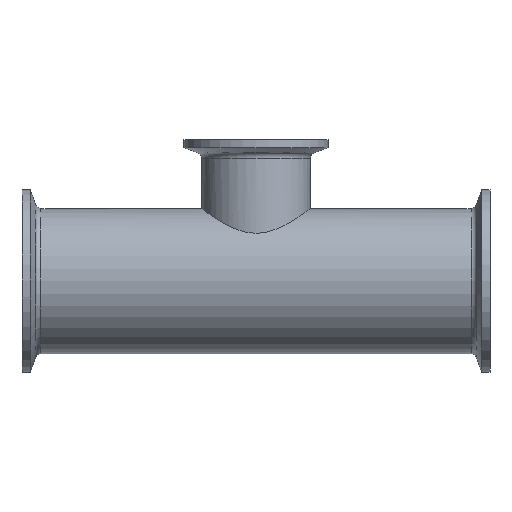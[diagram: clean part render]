
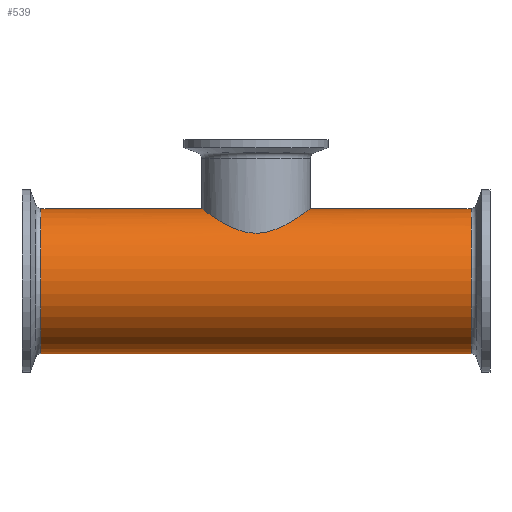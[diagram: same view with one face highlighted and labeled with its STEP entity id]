
A CAD part, front view. The second image highlights one B-rep face of the part: STEP entity #539.
In plain terms, the highlighted cylindrical face has radius 25.4 mm (diameter 50.8 mm), a full revolution.
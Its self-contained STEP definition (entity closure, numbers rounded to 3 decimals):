
#17=FACE_BOUND('',#131,.T.);
#29=B_SPLINE_CURVE_WITH_KNOTS('',3,(#900,#901,#902,#903,#904,#905,#906,
#907,#908,#909,#910,#911,#912,#913,#914,#915,#916,#917),.UNSPECIFIED.,.F.,
 .F.,(4,2,2,2,2,2,2,2,4),(0.,0.384,0.768,1.151,
1.535,1.911,2.286,2.662,3.038),
 .UNSPECIFIED.);
#30=B_SPLINE_CURVE_WITH_KNOTS('',3,(#918,#919,#920,#921,#922,#923,#924,
#925,#926,#927,#928,#929,#930,#931,#932,#933,#934,#935,#936,#937,#938,#939,
#940,#941,#942,#943,#944,#945,#946,#947,#948,#949,#950,#951,#952,#953,#954,
#955,#956,#957,#958,#959,#960,#961,#962,#963,#964,#965,#966,#967),
 .UNSPECIFIED.,.F.,.F.,(4,2,2,2,2,2,2,2,2,2,2,2,2,2,2,2,2,2,2,2,2,2,2,2,
4),(3.038,3.413,3.789,4.165,
4.541,4.924,5.308,5.692,6.076,
6.459,6.843,7.227,7.611,7.986,
8.362,8.738,9.113,9.489,9.865,
10.24,10.616,11.,11.384,11.767,
12.151),.UNSPECIFIED.);
#35=CYLINDRICAL_SURFACE('',#618,25.4);
#46=LINE('',#1022,#62);
#62=VECTOR('',#763,25.4);
#94=FACE_OUTER_BOUND('',#130,.T.);
#130=EDGE_LOOP('',(#412,#413,#414,#415,#416,#417));
#131=EDGE_LOOP('',(#418,#419));
#176=CIRCLE('',#611,25.4);
#180=CIRCLE('',#615,25.4);
#182=CIRCLE('',#619,25.4);
#183=CIRCLE('',#620,25.4);
#222=VERTEX_POINT('',#897);
#223=VERTEX_POINT('',#899);
#235=VERTEX_POINT('',#1005);
#236=VERTEX_POINT('',#1006);
#240=VERTEX_POINT('',#1019);
#241=VERTEX_POINT('',#1020);
#278=EDGE_CURVE('',#223,#222,#29,.T.);
#279=EDGE_CURVE('',#222,#223,#30,.T.);
#297=EDGE_CURVE('',#235,#236,#176,.T.);
#301=EDGE_CURVE('',#236,#235,#180,.T.);
#304=EDGE_CURVE('',#240,#241,#182,.T.);
#305=EDGE_CURVE('',#240,#235,#46,.T.);
#306=EDGE_CURVE('',#241,#240,#183,.T.);
#412=ORIENTED_EDGE('',*,*,#304,.F.);
#413=ORIENTED_EDGE('',*,*,#305,.T.);
#414=ORIENTED_EDGE('',*,*,#301,.F.);
#415=ORIENTED_EDGE('',*,*,#297,.F.);
#416=ORIENTED_EDGE('',*,*,#305,.F.);
#417=ORIENTED_EDGE('',*,*,#306,.F.);
#418=ORIENTED_EDGE('',*,*,#278,.T.);
#419=ORIENTED_EDGE('',*,*,#279,.T.);
#539=ADVANCED_FACE('',(#94,#17),#35,.T.);
#611=AXIS2_PLACEMENT_3D('',#1007,#744,#745);
#615=AXIS2_PLACEMENT_3D('',#1013,#752,#753);
#618=AXIS2_PLACEMENT_3D('',#1018,#759,#760);
#619=AXIS2_PLACEMENT_3D('',#1021,#761,#762);
#620=AXIS2_PLACEMENT_3D('',#1023,#764,#765);
#744=DIRECTION('center_axis',(-1.,0.,0.));
#745=DIRECTION('ref_axis',(0.,1.,0.));
#752=DIRECTION('center_axis',(-1.,0.,0.));
#753=DIRECTION('ref_axis',(0.,1.,0.));
#759=DIRECTION('center_axis',(1.,0.,0.));
#760=DIRECTION('ref_axis',(0.,1.,0.));
#761=DIRECTION('center_axis',(1.,0.,0.));
#762=DIRECTION('ref_axis',(0.,-1.,0.));
#763=DIRECTION('',(-1.,0.,0.));
#764=DIRECTION('center_axis',(1.,0.,0.));
#765=DIRECTION('ref_axis',(0.,-1.,0.));
#897=CARTESIAN_POINT('',(-19.05,0.,25.4));
#899=CARTESIAN_POINT('',(0.,-19.05,16.801));
#900=CARTESIAN_POINT('Ctrl Pts',(0.,-19.05,16.801));
#901=CARTESIAN_POINT('Ctrl Pts',(-1.279,-19.05,16.801));
#902=CARTESIAN_POINT('Ctrl Pts',(-2.563,-18.92,16.951));
#903=CARTESIAN_POINT('Ctrl Pts',(-5.064,-18.409,17.505));
#904=CARTESIAN_POINT('Ctrl Pts',(-6.281,-18.028,17.905));
#905=CARTESIAN_POINT('Ctrl Pts',(-8.592,-17.049,18.84));
#906=CARTESIAN_POINT('Ctrl Pts',(-9.687,-16.449,19.375));
#907=CARTESIAN_POINT('Ctrl Pts',(-11.713,-15.073,20.463));
#908=CARTESIAN_POINT('Ctrl Pts',(-12.643,-14.298,21.016));
#909=CARTESIAN_POINT('Ctrl Pts',(-14.28,-12.661,22.04));
#910=CARTESIAN_POINT('Ctrl Pts',(-15.052,-11.741,22.551));
#911=CARTESIAN_POINT('Ctrl Pts',(-16.432,-9.715,23.495));
#912=CARTESIAN_POINT('Ctrl Pts',(-17.04,-8.61,23.927));
#913=CARTESIAN_POINT('Ctrl Pts',(-18.032,-6.275,24.643));
#914=CARTESIAN_POINT('Ctrl Pts',(-18.415,-5.042,24.927));
#915=CARTESIAN_POINT('Ctrl Pts',(-18.925,-2.531,25.305));
#916=CARTESIAN_POINT('Ctrl Pts',(-19.05,-1.252,25.4));
#917=CARTESIAN_POINT('Ctrl Pts',(-19.05,0.,25.4));
#918=CARTESIAN_POINT('Ctrl Pts',(-19.05,0.,25.4));
#919=CARTESIAN_POINT('Ctrl Pts',(-19.05,1.252,25.4));
#920=CARTESIAN_POINT('Ctrl Pts',(-18.925,2.531,25.305));
#921=CARTESIAN_POINT('Ctrl Pts',(-18.415,5.042,24.927));
#922=CARTESIAN_POINT('Ctrl Pts',(-18.032,6.275,24.643));
#923=CARTESIAN_POINT('Ctrl Pts',(-17.04,8.61,23.927));
#924=CARTESIAN_POINT('Ctrl Pts',(-16.432,9.715,23.495));
#925=CARTESIAN_POINT('Ctrl Pts',(-15.052,11.741,22.551));
#926=CARTESIAN_POINT('Ctrl Pts',(-14.28,12.661,22.04));
#927=CARTESIAN_POINT('Ctrl Pts',(-12.643,14.298,21.016));
#928=CARTESIAN_POINT('Ctrl Pts',(-11.713,15.073,20.463));
#929=CARTESIAN_POINT('Ctrl Pts',(-9.687,16.449,19.375));
#930=CARTESIAN_POINT('Ctrl Pts',(-8.592,17.049,18.84));
#931=CARTESIAN_POINT('Ctrl Pts',(-6.281,18.028,17.905));
#932=CARTESIAN_POINT('Ctrl Pts',(-5.064,18.409,17.505));
#933=CARTESIAN_POINT('Ctrl Pts',(-2.563,18.92,16.951));
#934=CARTESIAN_POINT('Ctrl Pts',(-1.279,19.05,16.801));
#935=CARTESIAN_POINT('Ctrl Pts',(1.279,19.05,16.801));
#936=CARTESIAN_POINT('Ctrl Pts',(2.563,18.92,16.951));
#937=CARTESIAN_POINT('Ctrl Pts',(5.064,18.409,17.505));
#938=CARTESIAN_POINT('Ctrl Pts',(6.281,18.028,17.905));
#939=CARTESIAN_POINT('Ctrl Pts',(8.592,17.049,18.84));
#940=CARTESIAN_POINT('Ctrl Pts',(9.687,16.449,19.375));
#941=CARTESIAN_POINT('Ctrl Pts',(11.713,15.073,20.463));
#942=CARTESIAN_POINT('Ctrl Pts',(12.643,14.298,21.016));
#943=CARTESIAN_POINT('Ctrl Pts',(14.28,12.661,22.04));
#944=CARTESIAN_POINT('Ctrl Pts',(15.052,11.741,22.551));
#945=CARTESIAN_POINT('Ctrl Pts',(16.432,9.715,23.495));
#946=CARTESIAN_POINT('Ctrl Pts',(17.04,8.61,23.927));
#947=CARTESIAN_POINT('Ctrl Pts',(18.032,6.275,24.643));
#948=CARTESIAN_POINT('Ctrl Pts',(18.415,5.042,24.927));
#949=CARTESIAN_POINT('Ctrl Pts',(18.925,2.531,25.305));
#950=CARTESIAN_POINT('Ctrl Pts',(19.05,1.252,25.4));
#951=CARTESIAN_POINT('Ctrl Pts',(19.05,-1.252,25.4));
#952=CARTESIAN_POINT('Ctrl Pts',(18.925,-2.531,25.305));
#953=CARTESIAN_POINT('Ctrl Pts',(18.415,-5.042,24.927));
#954=CARTESIAN_POINT('Ctrl Pts',(18.032,-6.275,24.643));
#955=CARTESIAN_POINT('Ctrl Pts',(17.04,-8.61,23.927));
#956=CARTESIAN_POINT('Ctrl Pts',(16.432,-9.715,23.495));
#957=CARTESIAN_POINT('Ctrl Pts',(15.052,-11.741,22.551));
#958=CARTESIAN_POINT('Ctrl Pts',(14.28,-12.661,22.04));
#959=CARTESIAN_POINT('Ctrl Pts',(12.643,-14.298,21.016));
#960=CARTESIAN_POINT('Ctrl Pts',(11.713,-15.073,20.463));
#961=CARTESIAN_POINT('Ctrl Pts',(9.687,-16.449,19.375));
#962=CARTESIAN_POINT('Ctrl Pts',(8.592,-17.049,18.84));
#963=CARTESIAN_POINT('Ctrl Pts',(6.281,-18.028,17.905));
#964=CARTESIAN_POINT('Ctrl Pts',(5.064,-18.409,17.505));
#965=CARTESIAN_POINT('Ctrl Pts',(2.563,-18.92,16.951));
#966=CARTESIAN_POINT('Ctrl Pts',(1.279,-19.05,16.801));
#967=CARTESIAN_POINT('Ctrl Pts',(0.,-19.05,16.801));
#1005=CARTESIAN_POINT('',(-75.347,-25.4,0.));
#1006=CARTESIAN_POINT('',(-75.347,0.,-25.4));
#1007=CARTESIAN_POINT('Origin',(-75.347,0.,0.));
#1013=CARTESIAN_POINT('Origin',(-75.347,0.,0.));
#1018=CARTESIAN_POINT('Origin',(0.,0.,0.));
#1019=CARTESIAN_POINT('',(75.347,-25.4,0.));
#1020=CARTESIAN_POINT('',(75.347,0.,25.4));
#1021=CARTESIAN_POINT('Origin',(75.347,0.,0.));
#1022=CARTESIAN_POINT('',(0.,-25.4,0.));
#1023=CARTESIAN_POINT('Origin',(75.347,0.,0.));
